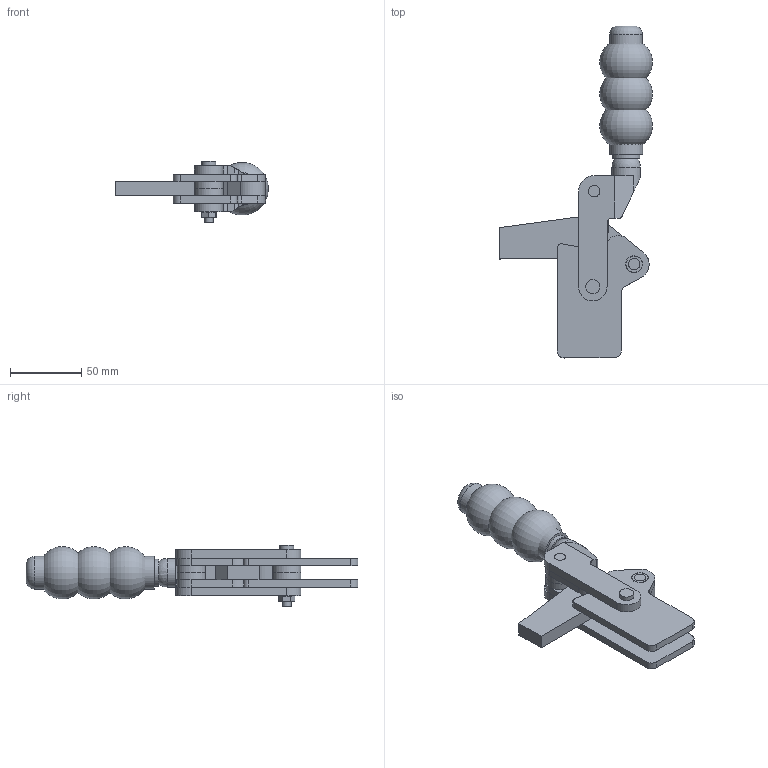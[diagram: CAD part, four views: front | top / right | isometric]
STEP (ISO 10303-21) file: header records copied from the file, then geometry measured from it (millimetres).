
FILE_DESCRIPTION(/* description */ ('Alibre Inc.'),/* implementation_level */ '2;1');
FILE_NAME(/* name */ 'export0',/* time_stamp */ '2012-02-17T12:13:21+01:00',/* author */ (''),/* organization */ (''),/* preprocessor_version */ 'ST-DEVELOPER v12',/* originating_system */ 'Alibre',/* authorisation */ '');
FILE_SCHEMA (('CONFIG_CONTROL_DESIGN'));
Length unit declared in the file: millimetre
Products named in the file (1): ID_1
Bounding box: 107.38 x 233.04 x 43 mm (x, y, z)
Volume: 202103.8 mm3; surface area: 86740.4 mm2
Topology: 21 solids, 21 shells, 175 faces, 401 edges, 266 vertices
Faces by surface type: plane 86, cylinder 69, torus 10, cone 8, sphere 2
Full cylindrical faces by diameter (mm): 5 x1, 6 x1, 8 x22, 10 x1, 11.5 x4, 11.75 x4, 19 x2, 20 x5, 23 x2
Entity records: 4386 total; most frequent: CARTESIAN_POINT 752, DIRECTION 674, ORIENTED_EDGE 640, EDGE_CURVE 320, AXIS2_PLACEMENT_3D 316, EDGE_LOOP 277, FACE_BOUND 277, VERTEX_POINT 240
